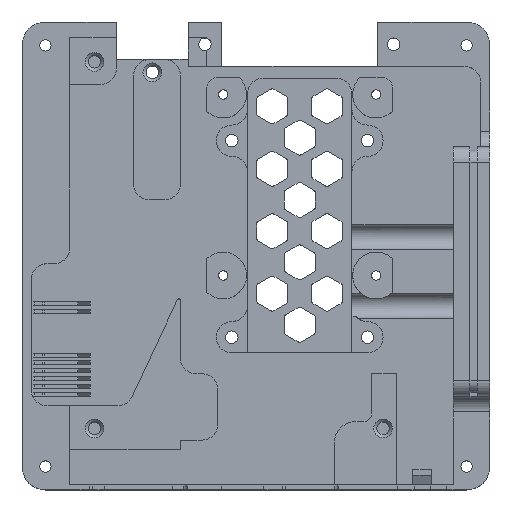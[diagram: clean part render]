
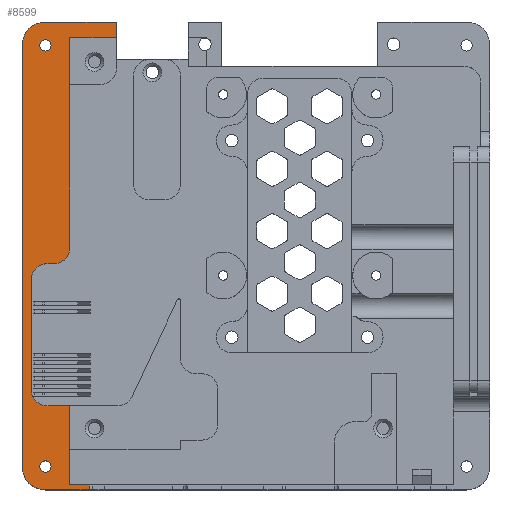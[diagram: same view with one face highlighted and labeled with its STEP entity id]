
A CAD part, top view. The second image highlights one B-rep face of the part: STEP entity #8599.
In plain terms, the highlighted planar face has unit normal (0, 0, 1).
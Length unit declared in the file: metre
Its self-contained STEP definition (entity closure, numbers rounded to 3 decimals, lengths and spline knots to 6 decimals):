
#289=LINE('',#12817,#1169);
#318=LINE('',#12935,#1198);
#321=LINE('',#12941,#1201);
#339=LINE('',#12975,#1219);
#357=LINE('',#13019,#1237);
#363=LINE('',#13033,#1243);
#366=LINE('',#13041,#1246);
#369=LINE('',#13049,#1249);
#372=LINE('',#13055,#1252);
#387=LINE('',#13108,#1267);
#388=LINE('',#13110,#1268);
#603=LINE('',#13840,#1483);
#1169=VECTOR('',#10168,1.);
#1198=VECTOR('',#10281,1.);
#1201=VECTOR('',#10286,1.);
#1219=VECTOR('',#10306,1.);
#1237=VECTOR('',#10334,1.);
#1243=VECTOR('',#10346,1.);
#1246=VECTOR('',#10355,1.);
#1249=VECTOR('',#10364,1.);
#1252=VECTOR('',#10369,1.);
#1267=VECTOR('',#10404,1.);
#1268=VECTOR('',#10407,1.);
#1483=VECTOR('',#11100,1.);
#1941=PLANE('',#9320);
#3422=ORIENTED_EDGE('',*,*,#5001,.F.);
#3423=ORIENTED_EDGE('',*,*,#4922,.T.);
#3424=ORIENTED_EDGE('',*,*,#4919,.F.);
#3425=ORIENTED_EDGE('',*,*,#5094,.F.);
#3426=ORIENTED_EDGE('',*,*,#4864,.F.);
#3427=ORIENTED_EDGE('',*,*,#5092,.F.);
#3428=ORIENTED_EDGE('',*,*,#5002,.T.);
#3429=ORIENTED_EDGE('',*,*,#5361,.F.);
#3430=ORIENTED_EDGE('',*,*,#4940,.T.);
#3431=ORIENTED_EDGE('',*,*,#4980,.T.);
#3432=ORIENTED_EDGE('',*,*,#4977,.T.);
#3433=ORIENTED_EDGE('',*,*,#4975,.F.);
#3434=ORIENTED_EDGE('',*,*,#4973,.T.);
#3435=ORIENTED_EDGE('',*,*,#4971,.F.);
#3436=ORIENTED_EDGE('',*,*,#4969,.T.);
#3437=ORIENTED_EDGE('',*,*,#4967,.T.);
#3438=ORIENTED_EDGE('',*,*,#4962,.T.);
#3439=ORIENTED_EDGE('',*,*,#4873,.F.);
#3440=ORIENTED_EDGE('',*,*,#4871,.F.);
#4864=EDGE_CURVE('',#6038,#6039,#289,.T.);
#4871=EDGE_CURVE('',#6045,#6045,#6692,.F.);
#4873=EDGE_CURVE('',#6047,#6047,#6694,.F.);
#4919=EDGE_CURVE('',#6085,#6086,#318,.T.);
#4922=EDGE_CURVE('',#6088,#6086,#321,.T.);
#4940=EDGE_CURVE('',#6103,#6102,#339,.T.);
#4962=EDGE_CURVE('',#6124,#6125,#357,.T.);
#4967=EDGE_CURVE('',#6128,#6124,#6722,.F.);
#4969=EDGE_CURVE('',#6129,#6128,#363,.T.);
#4971=EDGE_CURVE('',#6129,#6130,#6723,.F.);
#4973=EDGE_CURVE('',#6131,#6130,#366,.T.);
#4975=EDGE_CURVE('',#6131,#6132,#6724,.F.);
#4977=EDGE_CURVE('',#6133,#6132,#369,.T.);
#4980=EDGE_CURVE('',#6102,#6133,#372,.T.);
#5001=EDGE_CURVE('',#6088,#6125,#387,.T.);
#5002=EDGE_CURVE('',#6145,#6146,#388,.T.);
#5092=EDGE_CURVE('',#6145,#6038,#6754,.T.);
#5094=EDGE_CURVE('',#6039,#6085,#6756,.T.);
#5361=EDGE_CURVE('',#6103,#6146,#603,.T.);
#6038=VERTEX_POINT('',#12816);
#6039=VERTEX_POINT('',#12818);
#6045=VERTEX_POINT('',#12832);
#6047=VERTEX_POINT('',#12837);
#6085=VERTEX_POINT('',#12934);
#6086=VERTEX_POINT('',#12936);
#6088=VERTEX_POINT('',#12942);
#6102=VERTEX_POINT('',#12974);
#6103=VERTEX_POINT('',#12976);
#6124=VERTEX_POINT('',#13020);
#6125=VERTEX_POINT('',#13021);
#6128=VERTEX_POINT('',#13030);
#6129=VERTEX_POINT('',#13034);
#6130=VERTEX_POINT('',#13038);
#6131=VERTEX_POINT('',#13042);
#6132=VERTEX_POINT('',#13046);
#6133=VERTEX_POINT('',#13050);
#6145=VERTEX_POINT('',#13111);
#6146=VERTEX_POINT('',#13112);
#6692=CIRCLE('',#8973,0.0018);
#6694=CIRCLE('',#8976,0.0018);
#6722=CIRCLE('',#9022,0.005);
#6723=CIRCLE('',#9025,0.005);
#6724=CIRCLE('',#9028,0.005);
#6754=CIRCLE('',#9078,0.0075);
#6756=CIRCLE('',#9081,0.0075);
#7306=EDGE_LOOP('',(#3422,#3423,#3424,#3425,#3426,#3427,#3428,#3429,#3430,
#3431,#3432,#3433,#3434,#3435,#3436,#3437,#3438));
#7307=EDGE_LOOP('',(#3439));
#7308=EDGE_LOOP('',(#3440));
#7916=FACE_BOUND('',#7306,.T.);
#7917=FACE_BOUND('',#7307,.T.);
#7918=FACE_BOUND('',#7308,.T.);
#8599=ADVANCED_FACE('',(#7916,#7917,#7918),#1941,.F.);
#8973=AXIS2_PLACEMENT_3D('',#12831,#10177,#10178);
#8976=AXIS2_PLACEMENT_3D('',#12836,#10183,#10184);
#9022=AXIS2_PLACEMENT_3D('',#13029,#10341,#10342);
#9025=AXIS2_PLACEMENT_3D('',#13037,#10350,#10351);
#9028=AXIS2_PLACEMENT_3D('',#13045,#10359,#10360);
#9078=AXIS2_PLACEMENT_3D('',#13289,#10543,#10544);
#9081=AXIS2_PLACEMENT_3D('',#13292,#10549,#10550);
#9320=AXIS2_PLACEMENT_3D('',#13916,#11194,#11195);
#10168=DIRECTION('',(0.,1.,0.));
#10177=DIRECTION('',(0.,0.,-1.));
#10178=DIRECTION('',(-1.,0.,0.));
#10183=DIRECTION('',(0.,0.,-1.));
#10184=DIRECTION('',(-1.,0.,0.));
#10281=DIRECTION('',(1.,0.,0.));
#10286=DIRECTION('',(0.,1.,0.));
#10306=DIRECTION('',(-1.,0.,0.));
#10334=DIRECTION('',(0.,1.,0.));
#10341=DIRECTION('',(0.,0.,-1.));
#10342=DIRECTION('',(-1.,0.,0.));
#10346=DIRECTION('',(1.,0.,0.));
#10350=DIRECTION('',(0.,0.,-1.));
#10351=DIRECTION('',(-1.,0.,0.));
#10355=DIRECTION('',(0.,1.,0.));
#10359=DIRECTION('',(0.,0.,-1.));
#10360=DIRECTION('',(-1.,0.,0.));
#10364=DIRECTION('',(-1.,0.,0.));
#10369=DIRECTION('',(0.,1.,0.));
#10404=DIRECTION('',(-1.,0.,0.));
#10407=DIRECTION('',(1.,0.,0.));
#10543=DIRECTION('',(0.,0.,-1.));
#10544=DIRECTION('',(-1.,0.,0.));
#10549=DIRECTION('',(0.,0.,-1.));
#10550=DIRECTION('',(-1.,0.,0.));
#11100=DIRECTION('',(0.,-1.,0.));
#11194=DIRECTION('',(0.,0.,-1.));
#11195=DIRECTION('',(-1.,0.,0.));
#12816=CARTESIAN_POINT('',(-0.089,-0.009217,0.001873));
#12817=CARTESIAN_POINT('',(-0.089,0.058283,0.001873));
#12818=CARTESIAN_POINT('',(-0.089,0.125783,0.001873));
#12831=CARTESIAN_POINT('',(-0.0815,0.125783,0.001873));
#12832=CARTESIAN_POINT('',(-0.0833,0.125783,0.001873));
#12836=CARTESIAN_POINT('',(-0.0815,-0.009217,0.001873));
#12837=CARTESIAN_POINT('',(-0.0833,-0.009217,0.001873));
#12934=CARTESIAN_POINT('',(-0.0815,0.133283,0.001873));
#12935=CARTESIAN_POINT('',(-0.070125,0.133283,0.001873));
#12936=CARTESIAN_POINT('',(-0.05875,0.133283,0.001873));
#12941=CARTESIAN_POINT('',(-0.05875,0.130783,0.001873));
#12942=CARTESIAN_POINT('',(-0.05875,0.128283,0.001873));
#12974=CARTESIAN_POINT('',(-0.07375,-0.015117,0.001873));
#12975=CARTESIAN_POINT('',(-0.03135,-0.015117,0.001873));
#12976=CARTESIAN_POINT('',(-0.067494,-0.015117,0.001873));
#13019=CARTESIAN_POINT('',(-0.07375,0.087033,0.001873));
#13020=CARTESIAN_POINT('',(-0.07375,0.060783,0.001873));
#13021=CARTESIAN_POINT('',(-0.07375,0.128283,0.001873));
#13029=CARTESIAN_POINT('',(-0.07875,0.060783,0.001873));
#13030=CARTESIAN_POINT('',(-0.07875,0.055783,0.001873));
#13033=CARTESIAN_POINT('',(-0.079875,0.055783,0.001873));
#13034=CARTESIAN_POINT('',(-0.081,0.055783,0.001873));
#13037=CARTESIAN_POINT('',(-0.081,0.050783,0.001873));
#13038=CARTESIAN_POINT('',(-0.086,0.050783,0.001873));
#13041=CARTESIAN_POINT('',(-0.086,0.033033,0.001873));
#13042=CARTESIAN_POINT('',(-0.086,0.015283,0.001873));
#13045=CARTESIAN_POINT('',(-0.081,0.015283,0.001873));
#13046=CARTESIAN_POINT('',(-0.081,0.010283,0.001873));
#13049=CARTESIAN_POINT('',(-0.077375,0.010283,0.001873));
#13050=CARTESIAN_POINT('',(-0.07375,0.010283,0.001873));
#13055=CARTESIAN_POINT('',(-0.07375,-0.009417,0.001873));
#13108=CARTESIAN_POINT('',(-0.06625,0.128283,0.001873));
#13110=CARTESIAN_POINT('',(-0.022375,-0.016717,0.001873));
#13111=CARTESIAN_POINT('',(-0.0815,-0.016717,0.001873));
#13112=CARTESIAN_POINT('',(-0.067494,-0.016717,0.001873));
#13289=CARTESIAN_POINT('',(-0.0815,-0.009217,0.001873));
#13292=CARTESIAN_POINT('',(-0.0815,0.125783,0.001873));
#13840=CARTESIAN_POINT('',(-0.067494,0.008283,0.001873));
#13916=CARTESIAN_POINT('',(0.066,0.087783,0.001873));
